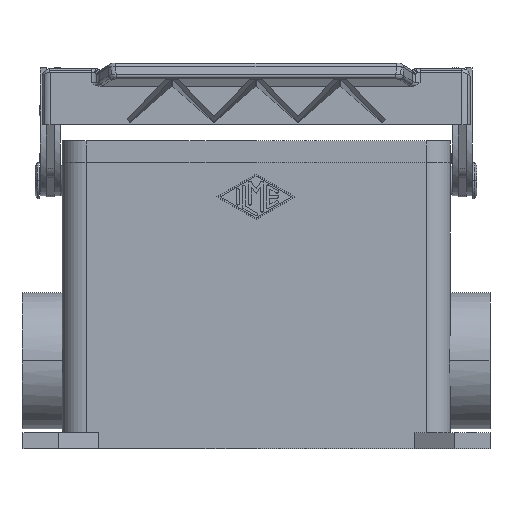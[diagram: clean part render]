
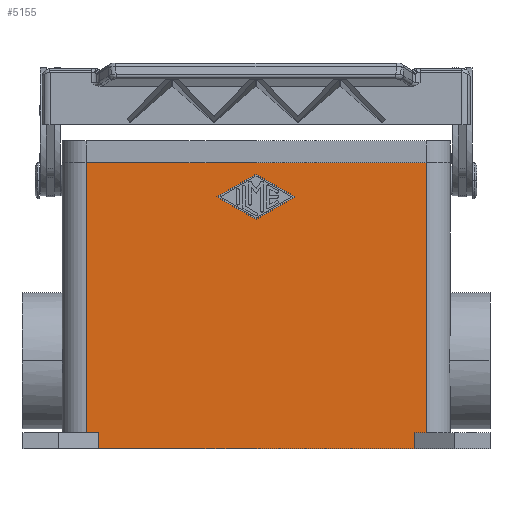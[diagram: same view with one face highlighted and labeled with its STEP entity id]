
A CAD part, front view. The second image highlights one B-rep face of the part: STEP entity #5155.
In plain terms, the highlighted planar face has unit normal (0, -1, 0).
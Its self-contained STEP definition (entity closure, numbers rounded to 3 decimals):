
#4313=CARTESIAN_POINT('',(-9.75,-21.75,15.));
#4314=VERTEX_POINT('',#4313);
#4321=CARTESIAN_POINT('',(0.,-21.75,9.375));
#4322=VERTEX_POINT('',#4321);
#4323=CARTESIAN_POINT('',(0.,-21.75,9.375));
#4324=DIRECTION('',(-0.866,0.0,0.5));
#4325=VECTOR('',#4324,11.256);
#4326=LINE('',#4323,#4325);
#4327=EDGE_CURVE('',#4322,#4314,#4326,.T.);
#4352=CARTESIAN_POINT('',(9.75,-21.75,15.));
#4353=VERTEX_POINT('',#4352);
#4354=CARTESIAN_POINT('',(9.75,-21.75,15.));
#4355=DIRECTION('',(-0.866,0.0,-0.5));
#4356=VECTOR('',#4355,11.256);
#4357=LINE('',#4354,#4356);
#4358=EDGE_CURVE('',#4353,#4322,#4357,.T.);
#4383=CARTESIAN_POINT('',(0.,-21.75,20.625));
#4384=VERTEX_POINT('',#4383);
#4385=CARTESIAN_POINT('',(0.,-21.75,20.625));
#4386=DIRECTION('',(0.866,0.0,-0.5));
#4387=VECTOR('',#4386,11.256);
#4388=LINE('',#4385,#4387);
#4389=EDGE_CURVE('',#4384,#4353,#4388,.T.);
#4412=CARTESIAN_POINT('',(-9.75,-21.75,15.));
#4413=DIRECTION('',(0.866,0.0,0.5));
#4414=VECTOR('',#4413,11.256);
#4415=LINE('',#4412,#4414);
#4416=EDGE_CURVE('',#4314,#4384,#4415,.T.);
#5078=CARTESIAN_POINT('',(39.5,-21.75,-48.0));
#5079=DIRECTION('',(0.0,-1.0,0.0));
#5080=DIRECTION('',(0.0,0.0,-1.0));
#5081=AXIS2_PLACEMENT_3D('',#5078,#5079,#5080);
#5082=PLANE('',#5081);
#5083=CARTESIAN_POINT('',(-39.5,-21.75,-48.0));
#5084=VERTEX_POINT('',#5083);
#5085=CARTESIAN_POINT('',(-39.5,-21.75,-44.));
#5086=VERTEX_POINT('',#5085);
#5087=CARTESIAN_POINT('',(-39.5,-21.75,-48.0));
#5088=DIRECTION('',(0.0,0.0,1.0));
#5089=VECTOR('',#5088,4.);
#5090=LINE('',#5087,#5089);
#5091=EDGE_CURVE('',#5084,#5086,#5090,.T.);
#5092=ORIENTED_EDGE('',*,*,#5091,.F.);
#5093=CARTESIAN_POINT('',(39.5,-21.75,-48.0));
#5094=VERTEX_POINT('',#5093);
#5095=CARTESIAN_POINT('',(39.5,-21.75,-48.0));
#5096=DIRECTION('',(-1.0,0.0,0.0));
#5097=VECTOR('',#5096,79.0);
#5098=LINE('',#5095,#5097);
#5099=EDGE_CURVE('',#5094,#5084,#5098,.T.);
#5100=ORIENTED_EDGE('',*,*,#5099,.F.);
#5101=CARTESIAN_POINT('',(39.5,-21.75,-44.));
#5102=VERTEX_POINT('',#5101);
#5103=CARTESIAN_POINT('',(39.5,-21.75,-48.0));
#5104=DIRECTION('',(0.0,0.0,1.0));
#5105=VECTOR('',#5104,4.);
#5106=LINE('',#5103,#5105);
#5107=EDGE_CURVE('',#5094,#5102,#5106,.T.);
#5108=ORIENTED_EDGE('',*,*,#5107,.T.);
#5109=CARTESIAN_POINT('',(42.5,-21.75,-44.));
#5110=VERTEX_POINT('',#5109);
#5111=CARTESIAN_POINT('',(42.5,-21.75,-44.));
#5112=DIRECTION('',(-1.0,0.0,0.0));
#5113=VECTOR('',#5112,3.0);
#5114=LINE('',#5111,#5113);
#5115=EDGE_CURVE('',#5110,#5102,#5114,.T.);
#5116=ORIENTED_EDGE('',*,*,#5115,.F.);
#5117=CARTESIAN_POINT('',(42.5,-21.75,23.5));
#5118=VERTEX_POINT('',#5117);
#5119=CARTESIAN_POINT('',(42.5,-21.75,-44.));
#5120=DIRECTION('',(0.0,0.0,1.0));
#5121=VECTOR('',#5120,67.5);
#5122=LINE('',#5119,#5121);
#5123=EDGE_CURVE('',#5110,#5118,#5122,.T.);
#5124=ORIENTED_EDGE('',*,*,#5123,.T.);
#5125=CARTESIAN_POINT('',(-42.5,-21.75,23.5));
#5126=VERTEX_POINT('',#5125);
#5127=CARTESIAN_POINT('',(42.5,-21.75,23.5));
#5128=DIRECTION('',(-1.0,0.0,0.0));
#5129=VECTOR('',#5128,85.0);
#5130=LINE('',#5127,#5129);
#5131=EDGE_CURVE('',#5118,#5126,#5130,.T.);
#5132=ORIENTED_EDGE('',*,*,#5131,.T.);
#5133=CARTESIAN_POINT('',(-42.5,-21.75,-44.));
#5134=VERTEX_POINT('',#5133);
#5135=CARTESIAN_POINT('',(-42.5,-21.75,-44.));
#5136=DIRECTION('',(0.0,0.0,1.0));
#5137=VECTOR('',#5136,67.5);
#5138=LINE('',#5135,#5137);
#5139=EDGE_CURVE('',#5134,#5126,#5138,.T.);
#5140=ORIENTED_EDGE('',*,*,#5139,.F.);
#5141=CARTESIAN_POINT('',(-39.5,-21.75,-44.));
#5142=DIRECTION('',(-1.0,0.0,0.0));
#5143=VECTOR('',#5142,3.0);
#5144=LINE('',#5141,#5143);
#5145=EDGE_CURVE('',#5086,#5134,#5144,.T.);
#5146=ORIENTED_EDGE('',*,*,#5145,.F.);
#5147=EDGE_LOOP('',(#5092,#5100,#5108,#5116,#5124,#5132,#5140,#5146));
#5148=FACE_OUTER_BOUND('',#5147,.T.);
#5149=ORIENTED_EDGE('',*,*,#4327,.T.);
#5150=ORIENTED_EDGE('',*,*,#4416,.T.);
#5151=ORIENTED_EDGE('',*,*,#4389,.T.);
#5152=ORIENTED_EDGE('',*,*,#4358,.T.);
#5153=EDGE_LOOP('',(#5149,#5150,#5151,#5152));
#5154=FACE_BOUND('',#5153,.T.);
#5155=ADVANCED_FACE('',(#5148,#5154),#5082,.T.);
